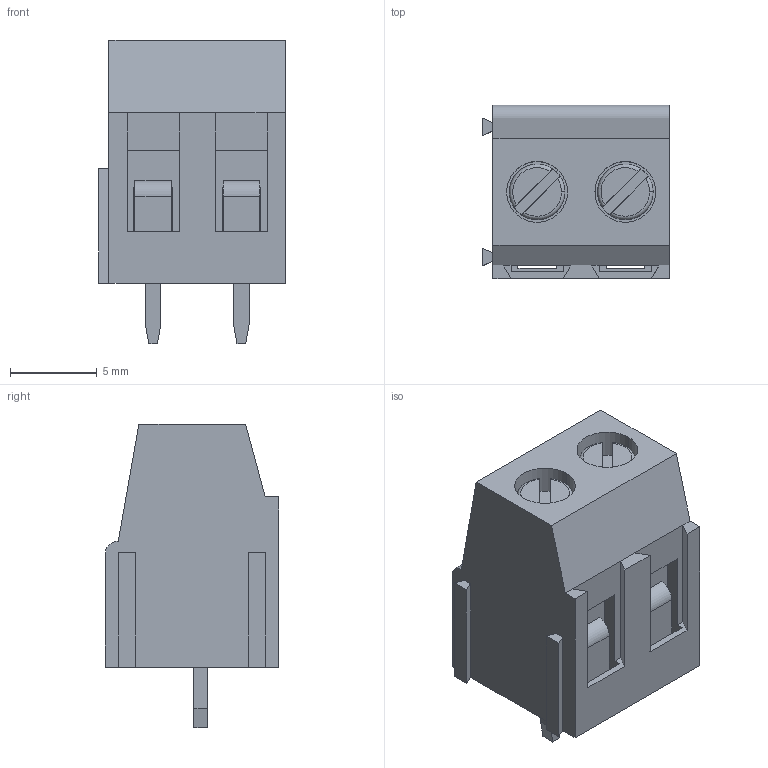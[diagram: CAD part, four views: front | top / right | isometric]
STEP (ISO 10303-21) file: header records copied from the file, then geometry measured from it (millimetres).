
FILE_DESCRIPTION(('FreeCAD Model'),'2;1');
FILE_NAME('Open CASCADE Shape Model','2024-03-25T10:30:08',(''),(''), 'Open CASCADE STEP processor 7.6','FreeCAD','Unknown');
FILE_SCHEMA(('AUTOMOTIVE_DESIGN { 1 0 10303 214 1 1 1 1 }'));
Length unit declared in the file: millimetre
Products named in the file (18): PCBModel; P1; CONN-TH_2P-P5.00_WJ500V-5.08-2P; COMPOUND015; COMPOUND001; COMPOUND002; COMPOUND003; COMPOUND004; COMPOUND005; COMPOUND006; COMPOUND007; COMPOUND008; COMPOUND009; COMPOUND010; COMPOUND011; COMPOUND012; COMPOUND013; COMPOUND014
Assembly tree (17 placements, depth 5):
  PCBModel
    P1
      CONN-TH_2P-P5.00_WJ500V-5.08-2P
        COMPOUND015
          COMPOUND001
          COMPOUND002
          COMPOUND003
          COMPOUND004
          COMPOUND005
          COMPOUND006
          COMPOUND007
          COMPOUND008
          COMPOUND009
          COMPOUND010
          COMPOUND011
          COMPOUND012
          COMPOUND013
          COMPOUND014
Bounding box: 10.76 x 10 x 17.5 mm (x, y, z)
Volume: 913.9 mm3; surface area: 1642.3 mm2
Topology: 14 solids, 14 shells, 655 faces, 1833 edges, 1216 vertices
Faces by surface type: plane 502, bspline 126, cylinder 21, torus 6
Entity records: 26133 total; most frequent: CARTESIAN_POINT 6664, ORIENTED_EDGE 3666, DIRECTION 2721, EDGE_CURVE 1833, LINE 1511, VECTOR 1511, VERTEX_POINT 1216, FACE_BOUND 691
